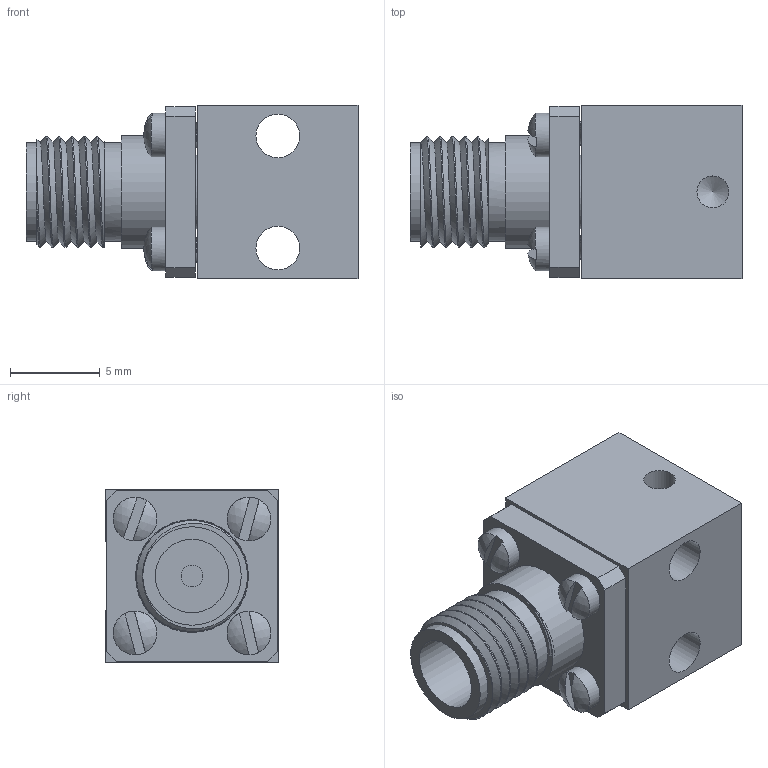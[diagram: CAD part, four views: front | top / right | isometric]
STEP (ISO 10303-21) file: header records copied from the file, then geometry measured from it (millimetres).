
FILE_DESCRIPTION (( 'STEP AP214' ), '1' );
FILE_NAME ('STPF-TERM-ASSY.STEP', '2022-11-15T20:09:56', ( '' ), ( '' ), 'SwSTEP 2.0', 'SolidWorks 2016', '' );
FILE_SCHEMA (( 'AUTOMOTIVE_DESIGN' ));
Length unit declared in the file: inch
Products named in the file (1): STPF-TERM-ASSY
Bounding box: 18.52 x 9.65 x 9.65 mm (x, y, z)
Volume: 984.8 mm3; surface area: 1448.7 mm2
Topology: 1 solids, 3 shells, 200 faces, 548 edges, 363 vertices
Faces by surface type: cylinder 82, plane 81, bspline 20, cone 9, sphere 8
Full cylindrical faces by diameter (mm): 1.191 x22, 1.227 x1, 1.473 x2, 1.524 x20, 1.626 x2, 1.702 x4, 1.778 x1, 2.438 x6, 3.175 x2, 4.089 x2, 5.489 x2, 6.299 x1
Entity records: 13773 total; most frequent: CARTESIAN_POINT 9256, ORIENTED_EDGE 706, DIRECTION 657, EDGE_CURVE 353, AXIS2_PLACEMENT_3D 263, VERTEX_POINT 248, EDGE_LOOP 229, FACE_OUTER_BOUND 195
